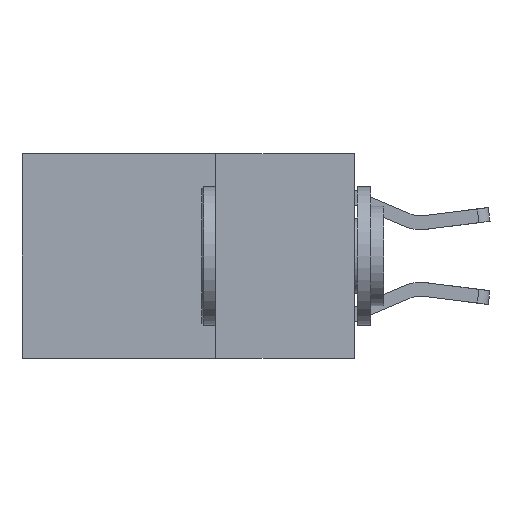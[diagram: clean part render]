
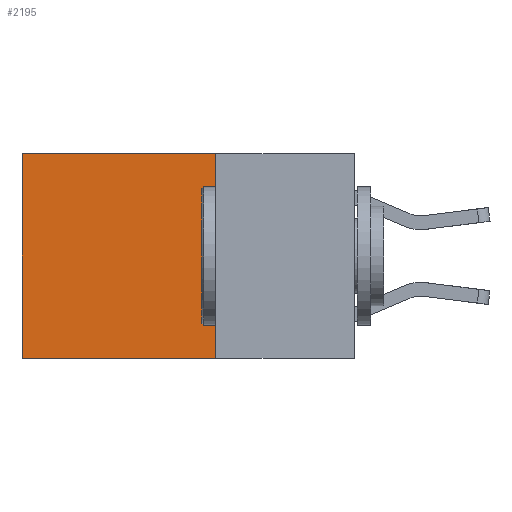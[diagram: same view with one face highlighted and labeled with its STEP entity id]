
A CAD part, left-side view. The second image highlights one B-rep face of the part: STEP entity #2195.
In plain terms, the highlighted planar face has unit normal (-1, 0, 0).
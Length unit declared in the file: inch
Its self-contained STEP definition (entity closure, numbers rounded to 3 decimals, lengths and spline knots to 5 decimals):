
#78 = CARTESIAN_POINT ( 'NONE',  ( 0.2625, 0.25, 0. ) ) ;
#589 = EDGE_CURVE ( 'NONE', #9311, #4725, #5187, .T. ) ;
#610 = EDGE_CURVE ( 'NONE', #7129, #9311, #6984, .T. ) ;
#748 = VECTOR ( 'NONE', #5738, 39.37008 ) ;
#912 = CARTESIAN_POINT ( 'NONE',  ( 0.2625, 0.25, 0. ) ) ;
#2195 = ADVANCED_FACE ( 'NONE', ( #10002 ), #7153, .F. ) ;
#2499 = EDGE_CURVE ( 'NONE', #4259, #4725, #7492, .T. ) ;
#2557 = DIRECTION ( 'NONE',  ( 1., 0., 0. ) ) ;
#2588 = CARTESIAN_POINT ( 'NONE',  ( 0.2625, 0.6, 0. ) ) ;
#2618 = ORIENTED_EDGE ( 'NONE', *, *, #2499, .F. ) ;
#2988 = LINE ( 'NONE', #6807, #6568 ) ;
#3327 = DIRECTION ( 'NONE',  ( 0., 1., 0. ) ) ;
#3777 = CARTESIAN_POINT ( 'NONE',  ( 0.2625, 0.25, 0. ) ) ;
#4079 = CARTESIAN_POINT ( 'NONE',  ( 0.2625, 0.25, -0.37 ) ) ;
#4259 = VERTEX_POINT ( 'NONE', #5741 ) ;
#4415 = ORIENTED_EDGE ( 'NONE', *, *, #589, .T. ) ;
#4702 = CARTESIAN_POINT ( 'NONE',  ( 0.2625, 0.6, -0.37 ) ) ;
#4725 = VERTEX_POINT ( 'NONE', #4702 ) ;
#4902 = ORIENTED_EDGE ( 'NONE', *, *, #610, .T. ) ;
#4940 = VECTOR ( 'NONE', #7317, 39.37008 ) ;
#4964 = CARTESIAN_POINT ( 'NONE',  ( 0.2625, 0.6, 0. ) ) ;
#5187 = LINE ( 'NONE', #2588, #4940 ) ;
#5738 = DIRECTION ( 'NONE',  ( 0., 1., 0. ) ) ;
#5741 = CARTESIAN_POINT ( 'NONE',  ( 0.2625, 0.25, -0.37 ) ) ;
#6568 = VECTOR ( 'NONE', #9102, 39.37008 ) ;
#6807 = CARTESIAN_POINT ( 'NONE',  ( 0.2625, 0.25, 0. ) ) ;
#6984 = LINE ( 'NONE', #3777, #748 ) ;
#7041 = AXIS2_PLACEMENT_3D ( 'NONE', #912, #2557, #7924 ) ;
#7129 = VERTEX_POINT ( 'NONE', #78 ) ;
#7153 = PLANE ( 'NONE',  #7041 ) ;
#7317 = DIRECTION ( 'NONE',  ( 0., 0., -1. ) ) ;
#7492 = LINE ( 'NONE', #4079, #9031 ) ;
#7542 = EDGE_CURVE ( 'NONE', #7129, #4259, #2988, .T. ) ;
#7924 = DIRECTION ( 'NONE',  ( 0., 0., -1. ) ) ;
#8719 = ORIENTED_EDGE ( 'NONE', *, *, #7542, .F. ) ;
#8776 = EDGE_LOOP ( 'NONE', ( #4415, #2618, #8719, #4902 ) ) ;
#9031 = VECTOR ( 'NONE', #3327, 39.37008 ) ;
#9102 = DIRECTION ( 'NONE',  ( 0., 0., -1. ) ) ;
#9311 = VERTEX_POINT ( 'NONE', #4964 ) ;
#10002 = FACE_OUTER_BOUND ( 'NONE', #8776, .T. ) ;
